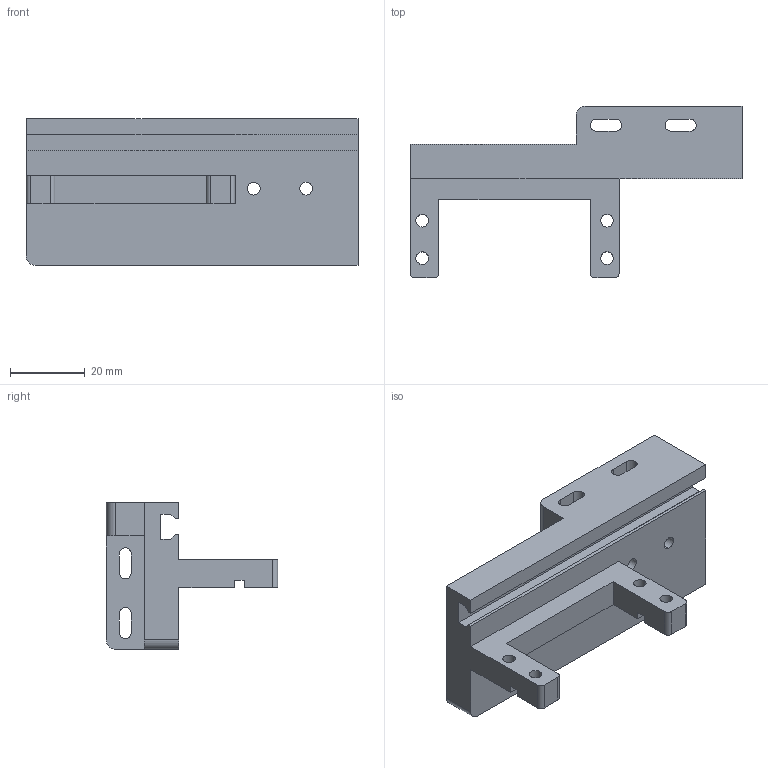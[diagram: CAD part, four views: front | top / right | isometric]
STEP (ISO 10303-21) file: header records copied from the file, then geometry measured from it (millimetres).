
FILE_DESCRIPTION (( 'STEP AP214' ), '1' );
FILE_NAME ('Coupling Bracket, Servo to Linear_LARGE.STEP', '2018-10-28T18:57:06', ( 'Ali' ), ( 'Microsoft' ), 'SwSTEP 2.0', 'SolidWorks 2010', '' );
FILE_SCHEMA (( 'AUTOMOTIVE_DESIGN' ));
Length unit declared in the file: inch
Products named in the file (1): Coupling Bracket, Servo to Linear_LARGE
Bounding box: 88.9 x 45.9 x 39.25 mm (x, y, z)
Volume: 39687.2 mm3; surface area: 15132.1 mm2
Topology: 1 solids, 1 shells, 79 faces, 225 edges, 150 vertices
Faces by surface type: plane 44, cylinder 35
Entity records: 2669 total; most frequent: CARTESIAN_POINT 455, DIRECTION 455, ORIENTED_EDGE 450, EDGE_CURVE 225, LINE 155, VECTOR 155, AXIS2_PLACEMENT_3D 150, VERTEX_POINT 150
